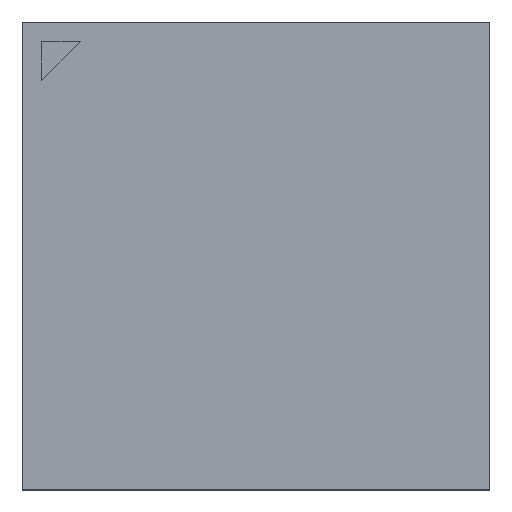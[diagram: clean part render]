
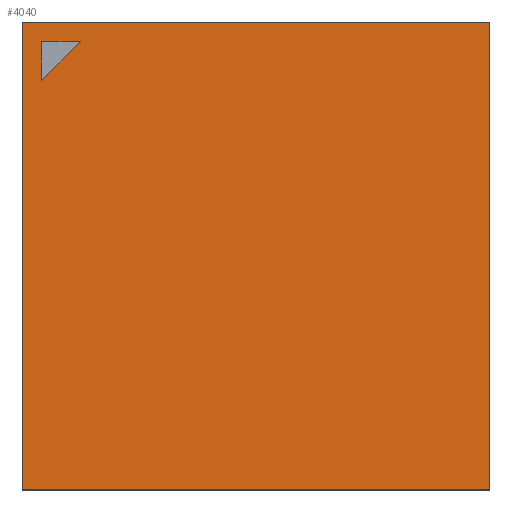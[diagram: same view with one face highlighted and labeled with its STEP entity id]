
A CAD part, top view. The second image highlights one B-rep face of the part: STEP entity #4040.
In plain terms, the highlighted planar face has unit normal (0, 0, 1).
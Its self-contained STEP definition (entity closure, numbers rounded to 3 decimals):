
#15=FACE_BOUND($,#1091,.T.);
#16=LINE($,#8104,#46);
#20=LINE($,#8112,#50);
#23=LINE($,#8117,#53);
#27=LINE($,#8127,#57);
#30=LINE($,#8133,#60);
#33=LINE($,#8139,#63);
#36=LINE($,#8143,#66);
#46=VECTOR($,#6630,1.);
#50=VECTOR($,#6636,1.414);
#53=VECTOR($,#6641,1.);
#57=VECTOR($,#6649,12.);
#60=VECTOR($,#6654,12.);
#63=VECTOR($,#6659,12.);
#66=VECTOR($,#6664,12.);
#85=PLANE($,#5384);
#722=FACE_OUTER_BOUND($,#1090,.T.);
#1090=EDGE_LOOP($,(#1750,#1751,#1752,#1753));
#1091=EDGE_LOOP($,(#1754,#1755,#1756));
#1750=ORIENTED_EDGE($,*,*,#2236,.T.);
#1751=ORIENTED_EDGE($,*,*,#2233,.T.);
#1752=ORIENTED_EDGE($,*,*,#2230,.T.);
#1753=ORIENTED_EDGE($,*,*,#2227,.T.);
#1754=ORIENTED_EDGE($,*,*,#2216,.T.);
#1755=ORIENTED_EDGE($,*,*,#2223,.T.);
#1756=ORIENTED_EDGE($,*,*,#2220,.T.);
#2216=EDGE_CURVE($,#2864,#2865,#16,.T.);
#2220=EDGE_CURVE($,#2868,#2864,#20,.T.);
#2223=EDGE_CURVE($,#2865,#2868,#23,.T.);
#2227=EDGE_CURVE($,#2873,#2872,#27,.T.);
#2230=EDGE_CURVE($,#2875,#2873,#30,.T.);
#2233=EDGE_CURVE($,#2877,#2875,#33,.T.);
#2236=EDGE_CURVE($,#2872,#2877,#36,.T.);
#2864=VERTEX_POINT($,#8102);
#2865=VERTEX_POINT($,#8103);
#2868=VERTEX_POINT($,#8111);
#2872=VERTEX_POINT($,#8124);
#2873=VERTEX_POINT($,#8126);
#2875=VERTEX_POINT($,#8132);
#2877=VERTEX_POINT($,#8138);
#4040=ADVANCED_FACE($,(#722,#15),#85,.T.);
#5384=AXIS2_PLACEMENT_3D($,#8145,#6667,#6668);
#6630=DIRECTION($,(0.,1.,0.));
#6636=DIRECTION($,(-0.707,-0.707,0.));
#6641=DIRECTION($,(1.,0.,0.));
#6649=DIRECTION($,(0.,1.,0.));
#6654=DIRECTION($,(1.,0.,0.));
#6659=DIRECTION($,(0.,-1.,0.));
#6664=DIRECTION($,(-1.,0.,0.));
#6667=DIRECTION('center_axis',(0.,0.,1.));
#6668=DIRECTION('ref_axis',(1.,0.,0.));
#8102=CARTESIAN_POINT('',(-5.5,4.5,1.2));
#8103=CARTESIAN_POINT('',(-5.5,5.5,1.2));
#8104=CARTESIAN_POINT($,(-5.5,2.25,1.2));
#8111=CARTESIAN_POINT('',(-4.5,5.5,1.2));
#8112=CARTESIAN_POINT($,(-4.75,5.25,1.2));
#8117=CARTESIAN_POINT($,(-2.75,5.5,1.2));
#8124=CARTESIAN_POINT('',(6.,6.,1.2));
#8126=CARTESIAN_POINT('',(6.,-6.,1.2));
#8127=CARTESIAN_POINT($,(6.,6.,1.2));
#8132=CARTESIAN_POINT('',(-6.,-6.,1.2));
#8133=CARTESIAN_POINT($,(6.,-6.,1.2));
#8138=CARTESIAN_POINT('',(-6.,6.,1.2));
#8139=CARTESIAN_POINT($,(-6.,-6.,1.2));
#8143=CARTESIAN_POINT($,(-6.,6.,1.2));
#8145=CARTESIAN_POINT('Origin',(0.,0.,
1.2));
